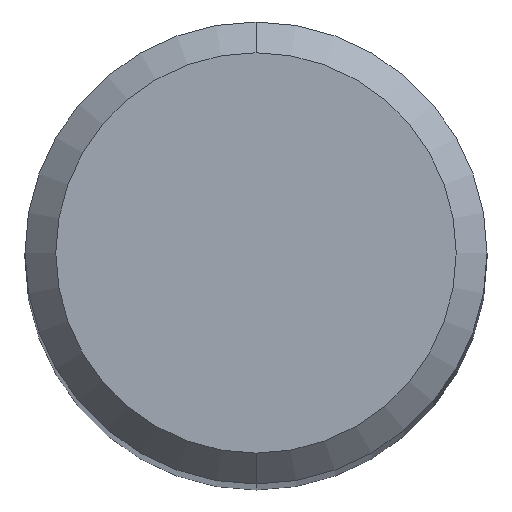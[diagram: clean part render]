
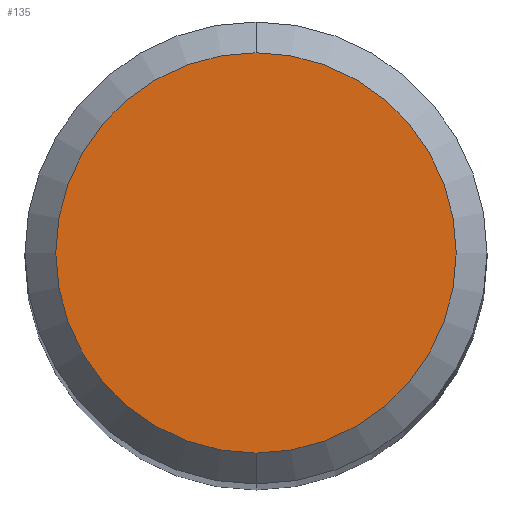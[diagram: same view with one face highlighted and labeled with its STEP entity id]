
A CAD part, top view. The second image highlights one B-rep face of the part: STEP entity #135.
In plain terms, the highlighted planar face has unit normal (0, 0, 1).
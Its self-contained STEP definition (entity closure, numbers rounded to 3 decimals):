
#135=ADVANCED_FACE('',(#287),#288,.T.);
#159=VERTEX_POINT('',#316);
#165=EDGE_CURVE('',#227,#159,#323,.T.);
#187=EDGE_CURVE('',#159,#227,#349,.T.);
#227=VERTEX_POINT('',#395);
#287=FACE_OUTER_BOUND('',#460,.T.);
#288=PLANE('',#461);
#316=CARTESIAN_POINT('',(0.0,2.6,0.0));
#323=CIRCLE('',#505,2.6);
#349=CIRCLE('',#534,2.6);
#395=CARTESIAN_POINT('',(0.,-2.6,0.0));
#460=EDGE_LOOP('',(#621,#622));
#461=AXIS2_PLACEMENT_3D('',#623,#624,#625);
#505=AXIS2_PLACEMENT_3D('',#682,#683,#684);
#534=AXIS2_PLACEMENT_3D('',#721,#722,#723);
#621=ORIENTED_EDGE('',*,*,#187,.F.);
#622=ORIENTED_EDGE('',*,*,#165,.F.);
#623=CARTESIAN_POINT('',(0.0,1.3,0.0));
#624=DIRECTION('',(-0.0,0.0,1.0));
#625=DIRECTION('',(0.0,-1.0,0.0));
#682=CARTESIAN_POINT('',(0.0,0.0,0.0));
#683=DIRECTION('',(0.0,0.0,-1.0));
#684=DIRECTION('',(0.0,1.0,0.0));
#721=CARTESIAN_POINT('',(0.0,0.0,0.0));
#722=DIRECTION('',(0.0,0.0,-1.0));
#723=DIRECTION('',(0.0,1.0,0.0));
